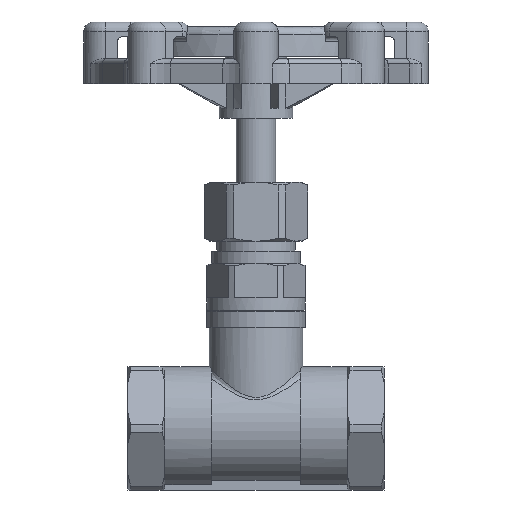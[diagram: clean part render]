
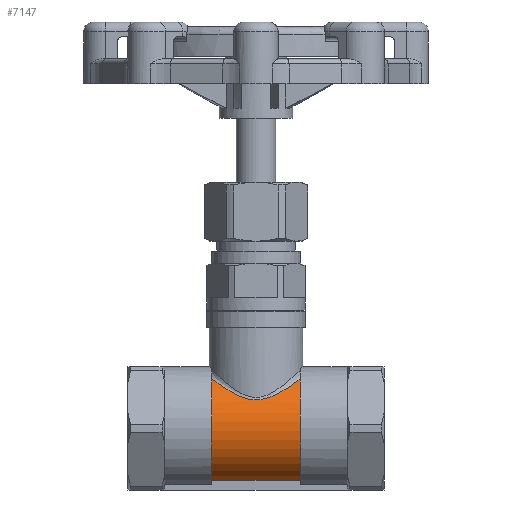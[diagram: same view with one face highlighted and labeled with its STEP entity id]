
A CAD part, left-side view. The second image highlights one B-rep face of the part: STEP entity #7147.
In plain terms, the highlighted cylindrical face has radius 11.25 mm (diameter 22.5 mm), a partial arc.
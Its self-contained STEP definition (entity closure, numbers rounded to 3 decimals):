
#304=B_SPLINE_CURVE_WITH_KNOTS('',3,(#14429,#14430,#14431,#14432,#14433,
#14434,#14435,#14436,#14437,#14438,#14439,#14440),.UNSPECIFIED.,.F.,.F.,
(4,1,1,1,1,1,1,1,1,4),(0.,0.003,0.006,0.009,
0.012,0.013,0.015,0.017,
0.02,0.023),.UNSPECIFIED.);
#731=LINE('',#14444,#1111);
#1111=VECTOR('',#11218,1000.);
#3107=ORIENTED_EDGE('',*,*,#4529,.F.);
#3108=ORIENTED_EDGE('',*,*,#4530,.T.);
#3109=ORIENTED_EDGE('',*,*,#4531,.T.);
#3110=ORIENTED_EDGE('',*,*,#4532,.F.);
#4529=EDGE_CURVE('',#5269,#5270,#5770,.F.);
#4530=EDGE_CURVE('',#5269,#5271,#304,.T.);
#4531=EDGE_CURVE('',#5271,#5272,#5771,.F.);
#4532=EDGE_CURVE('',#5270,#5272,#731,.T.);
#5269=VERTEX_POINT('',#14427);
#5270=VERTEX_POINT('',#14428);
#5271=VERTEX_POINT('',#14441);
#5272=VERTEX_POINT('',#14443);
#5770=CIRCLE('',#9213,11.25);
#5771=CIRCLE('',#9214,11.25);
#6149=EDGE_LOOP('',(#3107,#3108,#3109,#3110));
#6604=FACE_BOUND('',#6149,.T.);
#6802=CYLINDRICAL_SURFACE('',#9212,11.25);
#7147=ADVANCED_FACE('',(#6604),#6802,.T.);
#9212=AXIS2_PLACEMENT_3D('',#14425,#11212,#11213);
#9213=AXIS2_PLACEMENT_3D('',#14426,#11214,#11215);
#9214=AXIS2_PLACEMENT_3D('',#14442,#11216,#11217);
#11212=DIRECTION('',(0.,1.,0.));
#11213=DIRECTION('',(0.,0.,1.));
#11214=DIRECTION('',(0.,1.,0.));
#11215=DIRECTION('',(0.,0.,1.));
#11216=DIRECTION('',(0.,1.,0.));
#11217=DIRECTION('',(0.,0.,1.));
#11218=DIRECTION('',(0.,1.,0.));
#14425=CARTESIAN_POINT('',(0.,-26.,0.));
#14426=CARTESIAN_POINT('',(0.,-9.,0.));
#14427=CARTESIAN_POINT('',(-4.967,-9.,10.094));
#14428=CARTESIAN_POINT('',(-4.039,-9.,-10.5));
#14429=CARTESIAN_POINT('',(-4.967,-9.,10.094));
#14430=CARTESIAN_POINT('',(-5.716,-8.51,9.726));
#14431=CARTESIAN_POINT('',(-7.008,-7.372,8.887));
#14432=CARTESIAN_POINT('',(-8.45,-5.272,7.501));
#14433=CARTESIAN_POINT('',(-9.392,-2.856,6.23));
#14434=CARTESIAN_POINT('',(-9.706,-0.476,5.686));
#14435=CARTESIAN_POINT('',(-9.579,1.457,5.902));
#14436=CARTESIAN_POINT('',(-9.231,3.265,6.451));
#14437=CARTESIAN_POINT('',(-8.442,5.287,7.508));
#14438=CARTESIAN_POINT('',(-7.021,7.356,8.877));
#14439=CARTESIAN_POINT('',(-5.713,8.511,9.727));
#14440=CARTESIAN_POINT('',(-4.967,9.,10.094));
#14441=CARTESIAN_POINT('',(-4.967,9.,10.094));
#14442=CARTESIAN_POINT('',(0.,9.,0.));
#14443=CARTESIAN_POINT('',(-4.039,9.,-10.5));
#14444=CARTESIAN_POINT('',(-4.039,-26.,-10.5));
